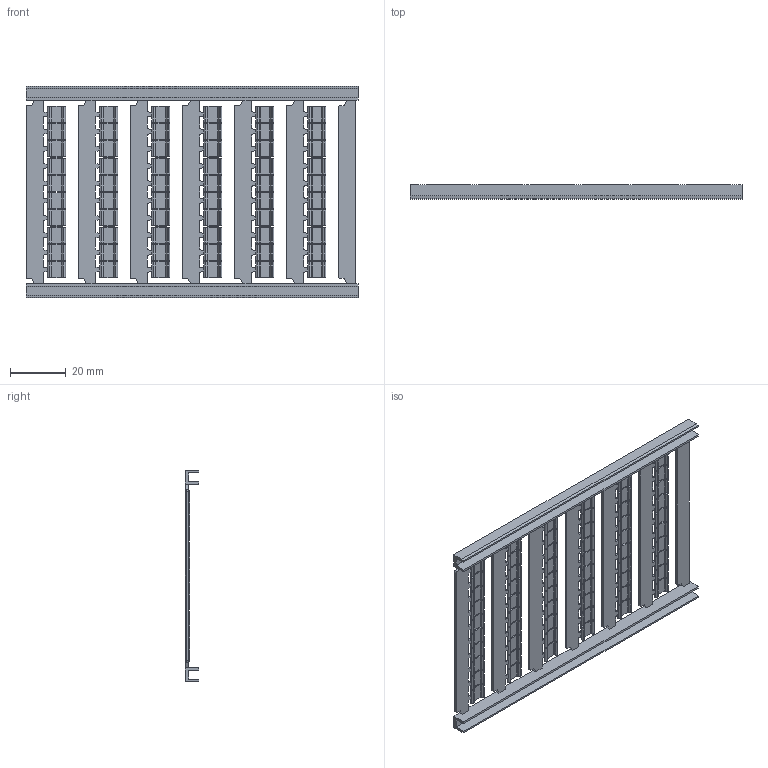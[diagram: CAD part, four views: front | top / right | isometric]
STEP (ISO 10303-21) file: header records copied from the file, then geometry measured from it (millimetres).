
FILE_DESCRIPTION((''),'2;1');
FILE_NAME('8YB867184','2022-08-22T',('Administrator'),(''),'PRO/ENGINEER BY PARAMETRIC TECHNOLOGY CORPORATION, 2013230','PRO/ENGINEER BY PARAMETRIC TECHNOLOGY CORPORATION, 2013230','');
FILE_SCHEMA(('CONFIG_CONTROL_DESIGN'));
Products named in the file (1): 8YB867184
Bounding box: 119.2 x 5 x 76 mm (x, y, z)
Volume: 8812.9 mm3; surface area: 19769 mm2
Topology: 1 solids, 1 shells, 2395 faces, 6463 edges, 3968 vertices
Faces by surface type: plane 1781, cylinder 614
Entity records: 74083 total; most frequent: CARTESIAN_POINT 14192, ORIENTED_EDGE 12926, DIRECTION 12021, EDGE_CURVE 6463, VECTOR 4803, LINE 4803, VERTEX_POINT 3968, AXIS2_PLACEMENT_3D 3609
